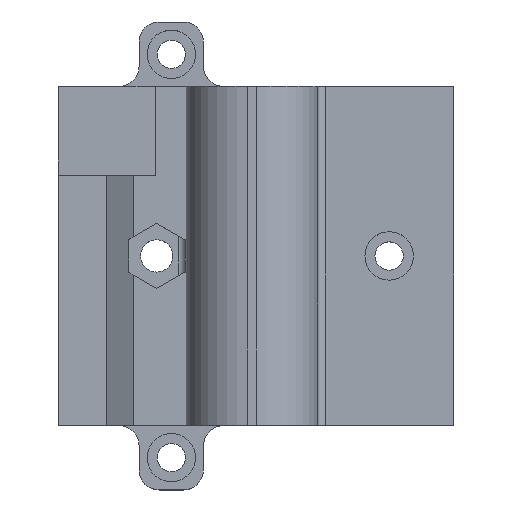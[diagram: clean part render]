
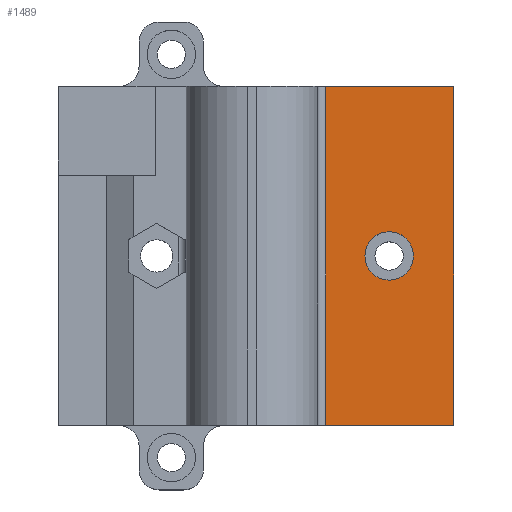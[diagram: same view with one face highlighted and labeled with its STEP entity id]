
A CAD part, top view. The second image highlights one B-rep face of the part: STEP entity #1489.
In plain terms, the highlighted planar face has unit normal (0, 0, 1).
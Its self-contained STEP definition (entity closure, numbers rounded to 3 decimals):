
#8 = CARTESIAN_POINT ( 'NONE',  ( 12.948, -4.166, 8.536 ) ) ;
#10 = AXIS2_PLACEMENT_3D ( 'NONE', #2059, #2827, #280 ) ;
#88 = PLANE ( 'NONE',  #10 ) ;
#100 = CARTESIAN_POINT ( 'NONE',  ( 23.823, 16.834, 8.536 ) ) ;
#179 = ORIENTED_EDGE ( 'NONE', *, *, #2037, .F. ) ;
#253 = CARTESIAN_POINT ( 'NONE',  ( 17.823, 16.834, 8.536 ) ) ;
#280 = DIRECTION ( 'NONE',  ( 1., 0., 0. ) ) ;
#330 = ORIENTED_EDGE ( 'NONE', *, *, #1469, .F. ) ;
#420 = LINE ( 'NONE', #1267, #1999 ) ;
#628 = CARTESIAN_POINT ( 'NONE',  ( 12.948, 37.834, 8.536 ) ) ;
#706 = CARTESIAN_POINT ( 'NONE',  ( 20.823, 16.834, 8.536 ) ) ;
#714 = LINE ( 'NONE', #2983, #3469 ) ;
#879 = DIRECTION ( 'NONE',  ( 1., 0., 0. ) ) ;
#895 = VERTEX_POINT ( 'NONE', #100 ) ;
#967 = VECTOR ( 'NONE', #3335, 1000. ) ;
#1001 = VERTEX_POINT ( 'NONE', #3258 ) ;
#1025 = ORIENTED_EDGE ( 'NONE', *, *, #3265, .F. ) ;
#1026 = DIRECTION ( 'NONE',  ( 1., 0., 0. ) ) ;
#1263 = DIRECTION ( 'NONE',  ( 0., 0., 1. ) ) ;
#1267 = CARTESIAN_POINT ( 'NONE',  ( 13.823, -4.166, 8.536 ) ) ;
#1289 = ORIENTED_EDGE ( 'NONE', *, *, #1544, .F. ) ;
#1393 = VERTEX_POINT ( 'NONE', #2788 ) ;
#1437 = ORIENTED_EDGE ( 'NONE', *, *, #2544, .F. ) ;
#1469 = EDGE_CURVE ( 'NONE', #3128, #1001, #714, .T. ) ;
#1486 = VERTEX_POINT ( 'NONE', #253 ) ;
#1489 = ADVANCED_FACE ( 'NONE', ( #2153, #2797 ), #88, .F. ) ;
#1544 = EDGE_CURVE ( 'NONE', #2454, #1393, #420, .T. ) ;
#1586 = DIRECTION ( 'NONE',  ( -1., 0., 0. ) ) ;
#1600 = EDGE_CURVE ( 'NONE', #1001, #2454, #1765, .T. ) ;
#1765 = LINE ( 'NONE', #3077, #967 ) ;
#1808 = AXIS2_PLACEMENT_3D ( 'NONE', #2806, #1263, #3049 ) ;
#1999 = VECTOR ( 'NONE', #1586, 1000. ) ;
#2020 = CIRCLE ( 'NONE', #3237, 3. ) ;
#2037 = EDGE_CURVE ( 'NONE', #1486, #895, #2825, .T. ) ;
#2059 = CARTESIAN_POINT ( 'NONE',  ( 13.823, -4.166, 8.536 ) ) ;
#2106 = DIRECTION ( 'NONE',  ( 0., 1., 0. ) ) ;
#2144 = VECTOR ( 'NONE', #2106, 1000. ) ;
#2153 = FACE_BOUND ( 'NONE', #2875, .T. ) ;
#2282 = CARTESIAN_POINT ( 'NONE',  ( 28.823, -4.166, 8.536 ) ) ;
#2454 = VERTEX_POINT ( 'NONE', #2282 ) ;
#2544 = EDGE_CURVE ( 'NONE', #1393, #3128, #3371, .T. ) ;
#2630 = DIRECTION ( 'NONE',  ( 0., 0., 1. ) ) ;
#2633 = ORIENTED_EDGE ( 'NONE', *, *, #1600, .F. ) ;
#2788 = CARTESIAN_POINT ( 'NONE',  ( 12.948, -4.166, 8.536 ) ) ;
#2797 = FACE_OUTER_BOUND ( 'NONE', #3392, .T. ) ;
#2806 = CARTESIAN_POINT ( 'NONE',  ( 20.823, 16.834, 8.536 ) ) ;
#2825 = CIRCLE ( 'NONE', #1808, 3. ) ;
#2827 = DIRECTION ( 'NONE',  ( 0., 0., -1. ) ) ;
#2875 = EDGE_LOOP ( 'NONE', ( #1025, #179 ) ) ;
#2983 = CARTESIAN_POINT ( 'NONE',  ( 13.823, 37.834, 8.536 ) ) ;
#3049 = DIRECTION ( 'NONE',  ( 1., 0., 0. ) ) ;
#3077 = CARTESIAN_POINT ( 'NONE',  ( 28.823, 37.834, 8.536 ) ) ;
#3128 = VERTEX_POINT ( 'NONE', #628 ) ;
#3237 = AXIS2_PLACEMENT_3D ( 'NONE', #706, #2630, #1026 ) ;
#3258 = CARTESIAN_POINT ( 'NONE',  ( 28.823, 37.834, 8.536 ) ) ;
#3265 = EDGE_CURVE ( 'NONE', #895, #1486, #2020, .T. ) ;
#3335 = DIRECTION ( 'NONE',  ( 0., -1., 0. ) ) ;
#3371 = LINE ( 'NONE', #8, #2144 ) ;
#3392 = EDGE_LOOP ( 'NONE', ( #1289, #2633, #330, #1437 ) ) ;
#3469 = VECTOR ( 'NONE', #879, 1000. ) ;
